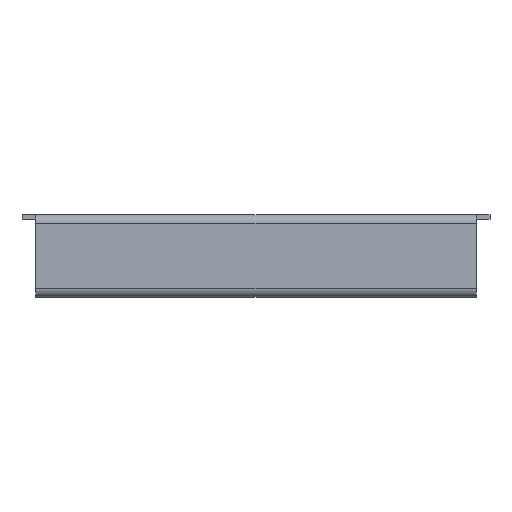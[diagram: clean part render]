
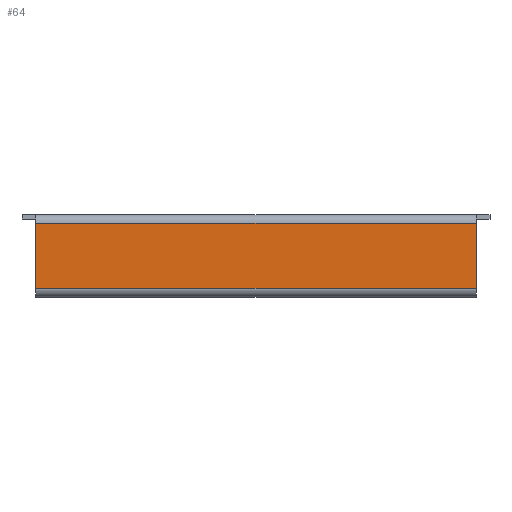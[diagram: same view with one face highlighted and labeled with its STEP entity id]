
A CAD part, top view. The second image highlights one B-rep face of the part: STEP entity #64.
In plain terms, the highlighted planar face has unit normal (0, 0, 1).
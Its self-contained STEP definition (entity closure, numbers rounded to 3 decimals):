
#46 = DIRECTION ( 'NONE',  ( -1., 0., 0. ) ) ;
#64 = ADVANCED_FACE ( 'NONE', ( #3504 ), #1664, .F. ) ;
#191 = ORIENTED_EDGE ( 'NONE', *, *, #3444, .F. ) ;
#197 = VERTEX_POINT ( 'NONE', #3590 ) ;
#203 = LINE ( 'NONE', #3001, #1579 ) ;
#291 = DIRECTION ( 'NONE',  ( 0., 1., 0. ) ) ;
#345 = VERTEX_POINT ( 'NONE', #1157 ) ;
#420 = DIRECTION ( 'NONE',  ( -1., 0., 0. ) ) ;
#445 = DIRECTION ( 'NONE',  ( 0., 0., -1. ) ) ;
#843 = EDGE_LOOP ( 'NONE', ( #3131, #2036, #191, #3622 ) ) ;
#946 = VECTOR ( 'NONE', #3316, 1000. ) ;
#1157 = CARTESIAN_POINT ( 'NONE',  ( 330., -23.6, 30. ) ) ;
#1196 = VERTEX_POINT ( 'NONE', #2888 ) ;
#1437 = DIRECTION ( 'NONE',  ( 0., -1., 0. ) ) ;
#1579 = VECTOR ( 'NONE', #1437, 1000. ) ;
#1664 = PLANE ( 'NONE',  #3524 ) ;
#1702 = LINE ( 'NONE', #1959, #2573 ) ;
#1802 = LINE ( 'NONE', #3612, #946 ) ;
#1959 = CARTESIAN_POINT ( 'NONE',  ( 360., -23.6, 30. ) ) ;
#1978 = EDGE_CURVE ( 'NONE', #1196, #345, #203, .T. ) ;
#2036 = ORIENTED_EDGE ( 'NONE', *, *, #1978, .F. ) ;
#2053 = EDGE_CURVE ( 'NONE', #345, #197, #1702, .T. ) ;
#2518 = VERTEX_POINT ( 'NONE', #3155 ) ;
#2573 = VECTOR ( 'NONE', #420, 1000. ) ;
#2786 = CARTESIAN_POINT ( 'NONE',  ( 360., -23.6, 30. ) ) ;
#2888 = CARTESIAN_POINT ( 'NONE',  ( 330., 23.6, 30. ) ) ;
#2965 = VECTOR ( 'NONE', #291, 1000. ) ;
#3001 = CARTESIAN_POINT ( 'NONE',  ( 330., -23.6, 30. ) ) ;
#3131 = ORIENTED_EDGE ( 'NONE', *, *, #2053, .F. ) ;
#3155 = CARTESIAN_POINT ( 'NONE',  ( 10., 23.6, 30. ) ) ;
#3306 = CARTESIAN_POINT ( 'NONE',  ( 10., 23.6, 30. ) ) ;
#3316 = DIRECTION ( 'NONE',  ( 1., 0., 0. ) ) ;
#3444 = EDGE_CURVE ( 'NONE', #2518, #1196, #1802, .T. ) ;
#3504 = FACE_OUTER_BOUND ( 'NONE', #843, .T. ) ;
#3524 = AXIS2_PLACEMENT_3D ( 'NONE', #2786, #445, #46 ) ;
#3590 = CARTESIAN_POINT ( 'NONE',  ( 10., -23.6, 30. ) ) ;
#3603 = LINE ( 'NONE', #3306, #2965 ) ;
#3612 = CARTESIAN_POINT ( 'NONE',  ( 360., 23.6, 30. ) ) ;
#3622 = ORIENTED_EDGE ( 'NONE', *, *, #3712, .F. ) ;
#3712 = EDGE_CURVE ( 'NONE', #197, #2518, #3603, .T. ) ;
